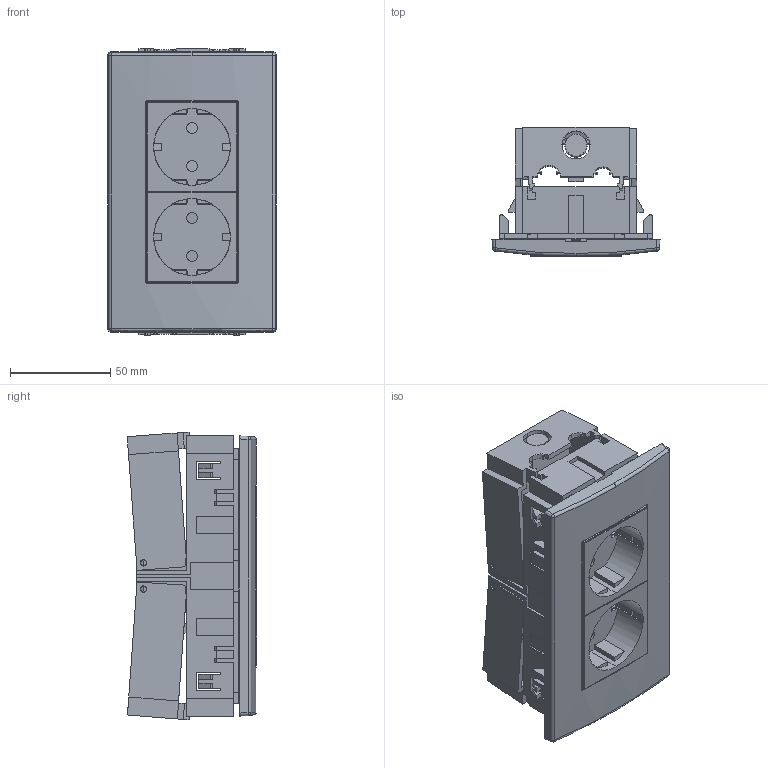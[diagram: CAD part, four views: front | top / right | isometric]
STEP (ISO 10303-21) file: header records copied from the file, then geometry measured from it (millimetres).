
FILE_DESCRIPTION (( 'STEP AP214' ), '1' );
FILE_NAME ('6119409.STEP', '2026-02-19T14:09:24', ( '' ), ( '' ), 'SwSTEP 2.0', 'SolidWorks 2024', '' );
FILE_SCHEMA (( 'AUTOMOTIVE_DESIGN' ));
Length unit declared in the file: millimetre
Products named in the file (10): 6119409; 044181_Standard; 048426_Dose offen; 43366E_Standard; 077655_Standard; 044679_Standard; 044562_Standard; 43366F_Standard; 044033; 043366_Standard
Assembly tree (10 placements, depth 4):
  6119409
    048426_Dose offen
      044562_Standard
      43366E_Standard
      43366F_Standard
    043366_Standard
    044181_Standard
      077655_Standard
        044033
        044679_Standard  x2
Bounding box: 84 x 64.75 x 143.86 mm (x, y, z)
Volume: 127142 mm3; surface area: 139624.7 mm2
Topology: 7 solids, 7 shells, 2916 faces, 8244 edges, 5332 vertices
Faces by surface type: plane 2065, cylinder 460, bspline 239, cone 100, sphere 28, torus 24
Entity records: 97557 total; most frequent: CARTESIAN_POINT 28978, ORIENTED_EDGE 15382, DIRECTION 12537, EDGE_CURVE 7691, LINE 6167, VECTOR 6167, VERTEX_POINT 4994, AXIS2_PLACEMENT_3D 3185
